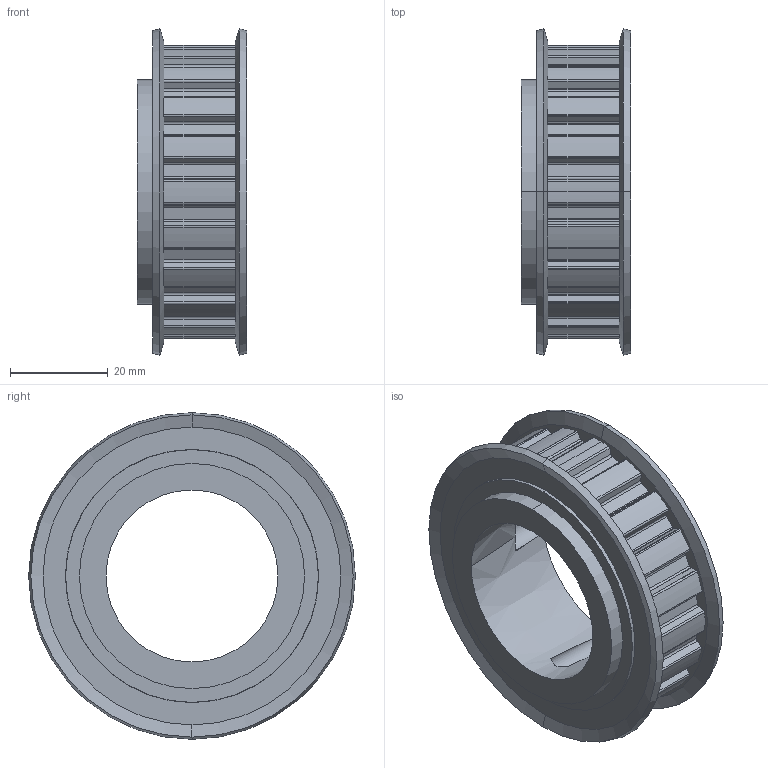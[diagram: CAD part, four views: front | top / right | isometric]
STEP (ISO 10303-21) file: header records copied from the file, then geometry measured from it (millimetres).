
FILE_DESCRIPTION (( 'STEP AP214' ), '1' );
FILE_NAME ('STL20L050AF-1108.step', '2018-08-09T21:02:04', ( '' ), ( '' ), 'SwSTEP 2.0', 'SolidWorks 2017', '' );
FILE_SCHEMA (( 'AUTOMOTIVE_DESIGN' ));
Length unit declared in the file: inch
Products named in the file (1): STL20L050AF-1108
Bounding box: 22.29 x 66.67 x 66.67 mm (x, y, z)
Volume: 33800.2 mm3; surface area: 17160.7 mm2
Topology: 3 solids, 3 shells, 221 faces, 633 edges, 417 vertices
Faces by surface type: cylinder 133, plane 70, cone 18
Entity records: 7426 total; most frequent: DIRECTION 1350, CARTESIAN_POINT 1328, ORIENTED_EDGE 1258, EDGE_CURVE 629, AXIS2_PLACEMENT_3D 511, VERTEX_POINT 417, LINE 328, VECTOR 328
